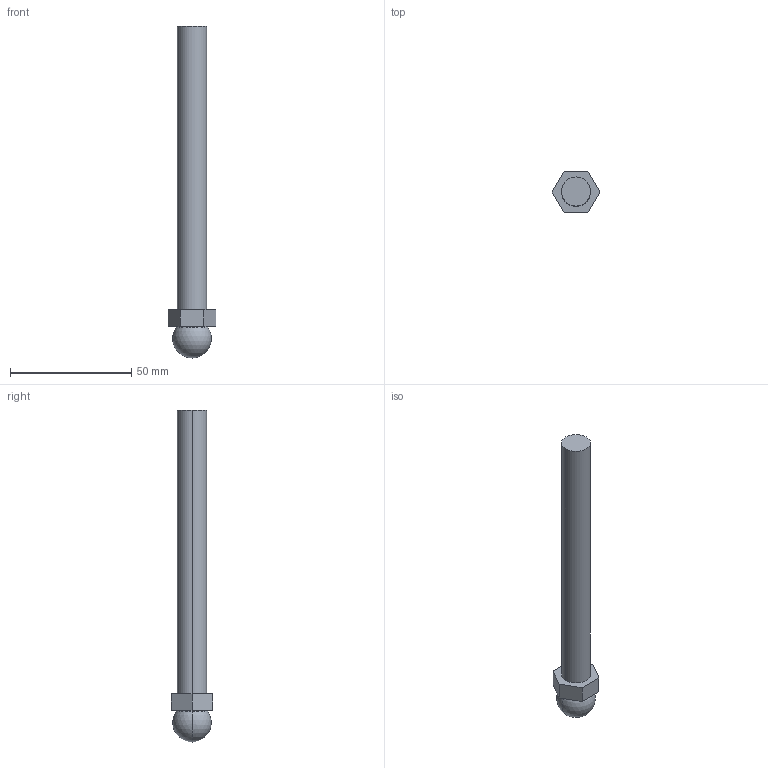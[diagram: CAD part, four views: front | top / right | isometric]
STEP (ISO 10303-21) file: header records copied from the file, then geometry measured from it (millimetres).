
FILE_DESCRIPTION(('STEP AP214'),'1');
FILE_NAME('cctmp_14CA65B6-5D95-4527-A15E-8D960E075155_2020_1_15_7_55_56_764..stp','2020-01-15T06:55:56',('Bosch Rexroth AG'),('CADClick - www.CADClick.com'),'Spatial InterOp 3D',' ','unknown authorization - (Healing Option Enabled)');
FILE_SCHEMA(('AUTOMOTIVE_DESIGN'));
Length unit declared in the file: millimetre
Products named in the file (1): 2020_01_15__07-55-56-764
Bounding box: 19.63 x 17 x 137 mm (x, y, z)
Volume: 16932.8 mm3; surface area: 5841.1 mm2
Topology: 1 solids, 1 shells, 15 faces, 34 edges, 21 vertices
Faces by surface type: plane 9, cylinder 4, sphere 2
Entity records: 552 total; most frequent: DIRECTION 74, CARTESIAN_POINT 69, ORIENTED_EDGE 64, EDGE_CURVE 32, AXIS2_PLACEMENT_3D 26, LINE 22, VECTOR 22, VERTEX_POINT 21
